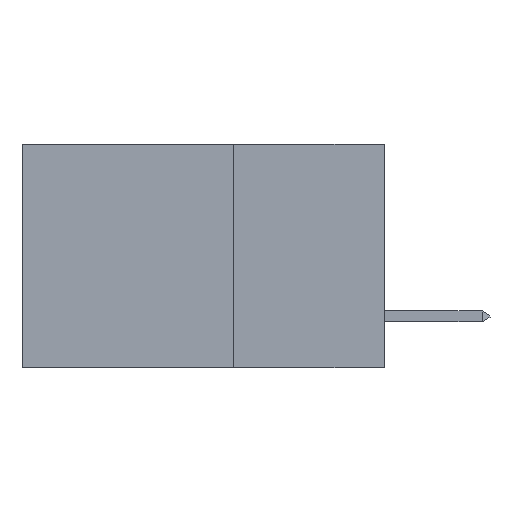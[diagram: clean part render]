
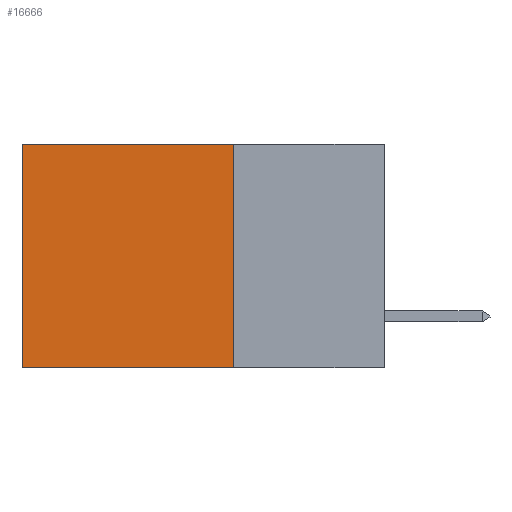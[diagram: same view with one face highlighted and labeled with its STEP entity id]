
A CAD part, left-side view. The second image highlights one B-rep face of the part: STEP entity #16666.
In plain terms, the highlighted planar face has unit normal (-1, 0, 0).
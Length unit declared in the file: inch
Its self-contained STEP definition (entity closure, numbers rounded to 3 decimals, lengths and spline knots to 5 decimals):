
#472 = ORIENTED_EDGE ( 'NONE', *, *, #19186, .T. ) ;
#784 = DIRECTION ( 'NONE',  ( 0., 0., -1. ) ) ;
#1322 = CARTESIAN_POINT ( 'NONE',  ( 0.2875, 0.25, 0. ) ) ;
#1683 = DIRECTION ( 'NONE',  ( 1., 0., 0. ) ) ;
#2151 = FACE_OUTER_BOUND ( 'NONE', #17997, .T. ) ;
#3066 = ORIENTED_EDGE ( 'NONE', *, *, #16087, .F. ) ;
#3560 = VECTOR ( 'NONE', #784, 39.37008 ) ;
#3749 = VERTEX_POINT ( 'NONE', #11764 ) ;
#4078 = VERTEX_POINT ( 'NONE', #7748 ) ;
#4300 = ORIENTED_EDGE ( 'NONE', *, *, #5726, .F. ) ;
#5203 = CARTESIAN_POINT ( 'NONE',  ( 0.2875, 0.25, -0.37 ) ) ;
#5409 = DIRECTION ( 'NONE',  ( 0., 0., -1. ) ) ;
#5726 = EDGE_CURVE ( 'NONE', #3749, #4078, #16700, .T. ) ;
#6617 = VECTOR ( 'NONE', #5409, 39.37008 ) ;
#6808 = EDGE_CURVE ( 'NONE', #18085, #9394, #14334, .T. ) ;
#6884 = DIRECTION ( 'NONE',  ( 0., 1., 0. ) ) ;
#7748 = CARTESIAN_POINT ( 'NONE',  ( 0.2875, 0.25, -0.37 ) ) ;
#8558 = VECTOR ( 'NONE', #19384, 39.37008 ) ;
#9394 = VERTEX_POINT ( 'NONE', #21131 ) ;
#10147 = ORIENTED_EDGE ( 'NONE', *, *, #6808, .T. ) ;
#11635 = CARTESIAN_POINT ( 'NONE',  ( 0.2875, 0.25, 0. ) ) ;
#11764 = CARTESIAN_POINT ( 'NONE',  ( 0.2875, 0.25, 0. ) ) ;
#12890 = LINE ( 'NONE', #1322, #8558 ) ;
#13059 = CARTESIAN_POINT ( 'NONE',  ( 0.2875, 0.6, 0. ) ) ;
#13256 = DIRECTION ( 'NONE',  ( 0., 0., -1. ) ) ;
#13511 = VECTOR ( 'NONE', #6884, 39.37008 ) ;
#13617 = CARTESIAN_POINT ( 'NONE',  ( 0.2875, 0.6, 0. ) ) ;
#14334 = LINE ( 'NONE', #13617, #6617 ) ;
#16087 = EDGE_CURVE ( 'NONE', #4078, #9394, #18307, .T. ) ;
#16666 = ADVANCED_FACE ( 'NONE', ( #2151 ), #19625, .F. ) ;
#16700 = LINE ( 'NONE', #17372, #3560 ) ;
#17035 = AXIS2_PLACEMENT_3D ( 'NONE', #11635, #1683, #13256 ) ;
#17372 = CARTESIAN_POINT ( 'NONE',  ( 0.2875, 0.25, 0. ) ) ;
#17997 = EDGE_LOOP ( 'NONE', ( #10147, #3066, #4300, #472 ) ) ;
#18085 = VERTEX_POINT ( 'NONE', #13059 ) ;
#18307 = LINE ( 'NONE', #5203, #13511 ) ;
#19186 = EDGE_CURVE ( 'NONE', #3749, #18085, #12890, .T. ) ;
#19384 = DIRECTION ( 'NONE',  ( 0., 1., 0. ) ) ;
#19625 = PLANE ( 'NONE',  #17035 ) ;
#21131 = CARTESIAN_POINT ( 'NONE',  ( 0.2875, 0.6, -0.37 ) ) ;
